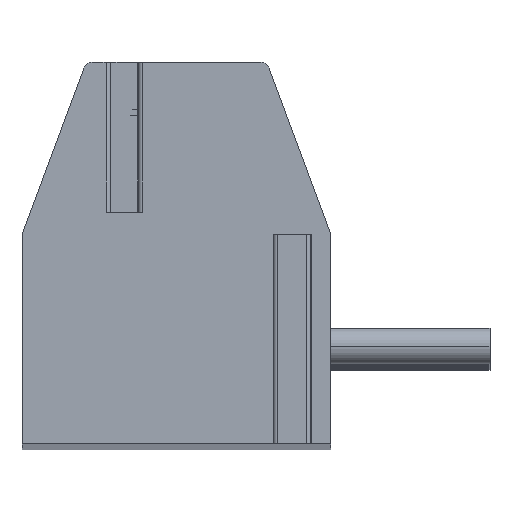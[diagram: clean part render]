
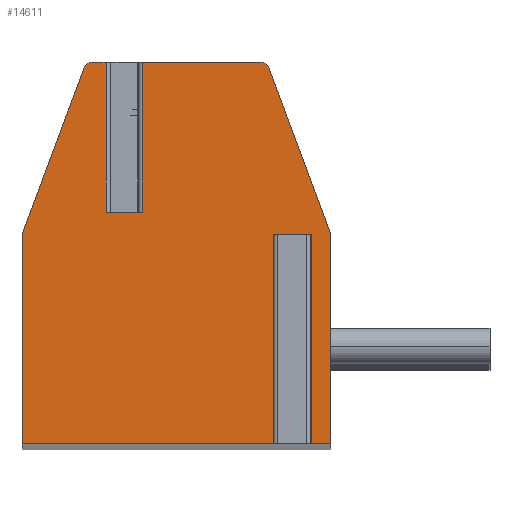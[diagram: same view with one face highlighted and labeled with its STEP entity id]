
A CAD part, top view. The second image highlights one B-rep face of the part: STEP entity #14611.
In plain terms, the highlighted planar face has unit normal (0, 0, 1).
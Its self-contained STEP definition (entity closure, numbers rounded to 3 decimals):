
#13=DIRECTION('',(1.,0.,0.));
#14=VECTOR('',#13,0.796);
#15=CARTESIAN_POINT('',(-1.548,0.9,71.75));
#16=LINE('',#15,#14);
#17=DIRECTION('',(0.,1.,0.));
#18=VECTOR('',#17,3.3);
#19=CARTESIAN_POINT('',(-0.752,0.9,71.75));
#20=LINE('',#19,#18);
#21=DIRECTION('',(-1.,0.,0.));
#22=VECTOR('',#21,2.603);
#23=CARTESIAN_POINT('',(1.851,4.2,71.75));
#24=LINE('',#23,#22);
#25=CARTESIAN_POINT('',(1.851,4.,71.75));
#26=DIRECTION('',(0.,0.,1.));
#27=DIRECTION('',(0.938,0.348,0.));
#28=AXIS2_PLACEMENT_3D('',#25,#26,#27);
#30=DIRECTION('',(-0.348,0.938,0.));
#31=VECTOR('',#30,3.914);
#32=CARTESIAN_POINT('',(3.4,0.4,71.75));
#33=LINE('',#32,#31);
#34=DIRECTION('',(0.,1.,0.));
#35=VECTOR('',#34,4.6);
#36=CARTESIAN_POINT('',(3.4,-4.2,71.75));
#37=LINE('',#36,#35);
#38=DIRECTION('',(1.,0.,0.));
#39=VECTOR('',#38,0.634);
#40=CARTESIAN_POINT('',(2.766,-4.2,71.75));
#41=LINE('',#40,#39);
#42=DIRECTION('',(0.,1.,0.));
#43=VECTOR('',#42,4.6);
#44=CARTESIAN_POINT('',(2.766,-4.2,71.75));
#45=LINE('',#44,#43);
#46=DIRECTION('',(-1.,0.,0.));
#47=VECTOR('',#46,0.43);
#48=CARTESIAN_POINT('',(2.766,0.4,71.75));
#49=LINE('',#48,#47);
#50=DIRECTION('',(0.,1.,0.));
#51=VECTOR('',#50,4.6);
#52=CARTESIAN_POINT('',(2.336,-4.2,71.75));
#53=LINE('',#52,#51);
#54=DIRECTION('',(1.,0.,0.));
#55=VECTOR('',#54,5.736);
#56=CARTESIAN_POINT('',(-3.4,-4.2,71.75));
#57=LINE('',#56,#55);
#58=DIRECTION('',(0.,-1.,0.));
#59=VECTOR('',#58,4.6);
#60=CARTESIAN_POINT('',(-3.4,0.4,71.75));
#61=LINE('',#60,#59);
#62=DIRECTION('',(-0.348,-0.938,0.));
#63=VECTOR('',#62,3.914);
#64=CARTESIAN_POINT('',(-2.038,4.07,71.75));
#65=LINE('',#64,#63);
#66=CARTESIAN_POINT('',(-1.851,4.,71.75));
#67=DIRECTION('',(0.,0.,1.));
#68=DIRECTION('',(0.,1.,0.));
#69=AXIS2_PLACEMENT_3D('',#66,#67,#68);
#71=DIRECTION('',(-1.,0.,0.));
#72=VECTOR('',#71,0.303);
#73=CARTESIAN_POINT('',(-1.548,4.2,71.75));
#74=LINE('',#73,#72);
#75=DIRECTION('',(0.,1.,0.));
#76=VECTOR('',#75,3.3);
#77=CARTESIAN_POINT('',(-1.548,0.9,71.75));
#78=LINE('',#77,#76);
#11414=CARTESIAN_POINT('',(-1.851,4.2,71.75));
#11415=CARTESIAN_POINT('',(-2.038,4.07,71.75));
#11416=VERTEX_POINT('',#11414);
#11417=VERTEX_POINT('',#11415);
#11418=CARTESIAN_POINT('',(-3.4,0.4,71.75));
#11419=VERTEX_POINT('',#11418);
#11420=CARTESIAN_POINT('',(-3.4,-4.2,71.75));
#11421=VERTEX_POINT('',#11420);
#11422=CARTESIAN_POINT('',(3.4,-4.2,71.75));
#11423=CARTESIAN_POINT('',(3.4,0.4,71.75));
#11424=VERTEX_POINT('',#11422);
#11425=VERTEX_POINT('',#11423);
#11426=CARTESIAN_POINT('',(2.038,4.07,71.75));
#11427=VERTEX_POINT('',#11426);
#11428=CARTESIAN_POINT('',(1.851,4.2,71.75));
#11429=VERTEX_POINT('',#11428);
#11470=CARTESIAN_POINT('',(2.766,0.4,71.75));
#11471=CARTESIAN_POINT('',(2.336,0.4,71.75));
#11472=VERTEX_POINT('',#11470);
#11473=VERTEX_POINT('',#11471);
#11474=CARTESIAN_POINT('',(2.336,-4.2,71.75));
#11475=VERTEX_POINT('',#11474);
#11476=CARTESIAN_POINT('',(2.766,-4.2,71.75));
#11477=VERTEX_POINT('',#11476);
#11538=CARTESIAN_POINT('',(-1.548,0.9,71.75));
#11539=CARTESIAN_POINT('',(-0.752,0.9,71.75));
#11540=VERTEX_POINT('',#11538);
#11541=VERTEX_POINT('',#11539);
#11542=CARTESIAN_POINT('',(-1.548,4.2,71.75));
#11543=VERTEX_POINT('',#11542);
#11544=CARTESIAN_POINT('',(-0.752,4.2,71.75));
#11545=VERTEX_POINT('',#11544);
#14572=CARTESIAN_POINT('',(0.,0.,71.75));
#14573=DIRECTION('',(0.,0.,1.));
#14574=DIRECTION('',(1.,0.,0.));
#14575=AXIS2_PLACEMENT_3D('',#14572,#14573,#14574);
#14576=PLANE('',#14575);
#14578=ORIENTED_EDGE('',*,*,#14577,.T.);
#14580=ORIENTED_EDGE('',*,*,#14579,.T.);
#14582=ORIENTED_EDGE('',*,*,#14581,.F.);
#14584=ORIENTED_EDGE('',*,*,#14583,.F.);
#14586=ORIENTED_EDGE('',*,*,#14585,.F.);
#14588=ORIENTED_EDGE('',*,*,#14587,.F.);
#14590=ORIENTED_EDGE('',*,*,#14589,.F.);
#14592=ORIENTED_EDGE('',*,*,#14591,.T.);
#14594=ORIENTED_EDGE('',*,*,#14593,.T.);
#14596=ORIENTED_EDGE('',*,*,#14595,.F.);
#14598=ORIENTED_EDGE('',*,*,#14597,.F.);
#14600=ORIENTED_EDGE('',*,*,#14599,.F.);
#14602=ORIENTED_EDGE('',*,*,#14601,.F.);
#14604=ORIENTED_EDGE('',*,*,#14603,.F.);
#14606=ORIENTED_EDGE('',*,*,#14605,.F.);
#14608=ORIENTED_EDGE('',*,*,#14607,.F.);
#14609=EDGE_LOOP('',(#14578,#14580,#14582,#14584,#14586,#14588,#14590,#14592,
#14594,#14596,#14598,#14600,#14602,#14604,#14606,#14608));
#14610=FACE_OUTER_BOUND('',#14609,.F.);
#29=CIRCLE('',#28,0.2);
#70=CIRCLE('',#69,0.2);
#14577=EDGE_CURVE('',#11540,#11541,#16,.T.);
#14579=EDGE_CURVE('',#11541,#11545,#20,.T.);
#14581=EDGE_CURVE('',#11429,#11545,#24,.T.);
#14583=EDGE_CURVE('',#11427,#11429,#29,.T.);
#14585=EDGE_CURVE('',#11425,#11427,#33,.T.);
#14587=EDGE_CURVE('',#11424,#11425,#37,.T.);
#14589=EDGE_CURVE('',#11477,#11424,#41,.T.);
#14591=EDGE_CURVE('',#11477,#11472,#45,.T.);
#14593=EDGE_CURVE('',#11472,#11473,#49,.T.);
#14595=EDGE_CURVE('',#11475,#11473,#53,.T.);
#14597=EDGE_CURVE('',#11421,#11475,#57,.T.);
#14599=EDGE_CURVE('',#11419,#11421,#61,.T.);
#14601=EDGE_CURVE('',#11417,#11419,#65,.T.);
#14603=EDGE_CURVE('',#11416,#11417,#70,.T.);
#14605=EDGE_CURVE('',#11543,#11416,#74,.T.);
#14607=EDGE_CURVE('',#11540,#11543,#78,.T.);
#14611=ADVANCED_FACE('',(#14610),#14576,.T.);
